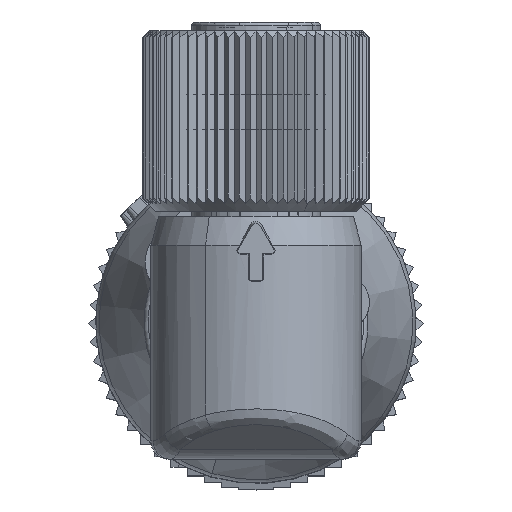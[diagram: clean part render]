
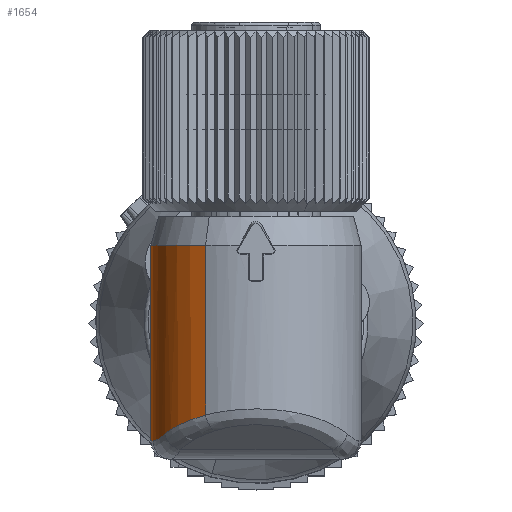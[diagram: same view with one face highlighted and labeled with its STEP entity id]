
A CAD part, top view. The second image highlights one B-rep face of the part: STEP entity #1654.
In plain terms, the highlighted cylindrical face has radius 4.6 mm (diameter 9.2 mm), a partial arc.
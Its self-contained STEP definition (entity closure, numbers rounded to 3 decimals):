
#306=AXIS2_PLACEMENT_3D('Cylinder Axis2P3D',#303,#304,#305) ;
#1249=AXIS2_PLACEMENT_3D('Circle Axis2P3D',#1247,#1248,$) ;
#1637=AXIS2_PLACEMENT_3D('Circle Axis2P3D',#1635,#1636,$) ;
#303=CARTESIAN_POINT('Axis2P3D Location',(7.3,6.361,169.8)) ;
#329=CARTESIAN_POINT('Vertex',(5.095,10.411,173.837)) ;
#332=CARTESIAN_POINT('Line Origine',(5.095,5.736,173.837)) ;
#336=CARTESIAN_POINT('Vertex',(5.095,2.987,173.837)) ;
#365=CARTESIAN_POINT('Vertex',(9.505,1.861,165.763)) ;
#368=CARTESIAN_POINT('Line Origine',(9.505,5.736,165.763)) ;
#372=CARTESIAN_POINT('Vertex',(9.505,2.157,165.763)) ;
#1149=CARTESIAN_POINT('Control Point',(5.095,2.987,173.837)) ;
#1150=CARTESIAN_POINT('Control Point',(4.732,2.892,173.639)) ;
#1151=CARTESIAN_POINT('Control Point',(4.396,2.779,173.402)) ;
#1152=CARTESIAN_POINT('Control Point',(4.092,2.651,173.133)) ;
#1153=CARTESIAN_POINT('Control Point',(3.753,2.473,172.76)) ;
#1154=CARTESIAN_POINT('Control Point',(3.472,2.28,172.354)) ;
#1155=CARTESIAN_POINT('Control Point',(3.417,2.239,172.269)) ;
#1156=CARTESIAN_POINT('Control Point',(3.364,2.198,172.183)) ;
#1157=CARTESIAN_POINT('Control Point',(3.314,2.156,172.095)) ;
#1158=CARTESIAN_POINT('Vertex',(3.314,2.156,172.095)) ;
#1213=CARTESIAN_POINT('Control Point',(2.802,1.861,170.764)) ;
#1214=CARTESIAN_POINT('Control Point',(2.825,1.861,170.872)) ;
#1215=CARTESIAN_POINT('Control Point',(2.852,1.866,170.981)) ;
#1216=CARTESIAN_POINT('Control Point',(2.882,1.875,171.088)) ;
#1217=CARTESIAN_POINT('Control Point',(2.942,1.899,171.28)) ;
#1218=CARTESIAN_POINT('Control Point',(3.011,1.938,171.467)) ;
#1219=CARTESIAN_POINT('Control Point',(3.045,1.958,171.55)) ;
#1220=CARTESIAN_POINT('Control Point',(3.115,2.003,171.714)) ;
#1221=CARTESIAN_POINT('Control Point',(3.191,2.058,171.87)) ;
#1222=CARTESIAN_POINT('Control Point',(3.231,2.089,171.947)) ;
#1223=CARTESIAN_POINT('Control Point',(3.271,2.121,172.022)) ;
#1224=CARTESIAN_POINT('Control Point',(3.314,2.156,172.095)) ;
#1225=CARTESIAN_POINT('Vertex',(2.802,1.861,170.764)) ;
#1247=CARTESIAN_POINT('Axis2P3D Location',(7.3,1.861,169.8)) ;
#1353=CARTESIAN_POINT('Vertex',(8.81,2.102,165.455)) ;
#1357=CARTESIAN_POINT('Control Point',(8.81,2.102,165.455)) ;
#1358=CARTESIAN_POINT('Control Point',(9.058,2.096,165.541)) ;
#1359=CARTESIAN_POINT('Control Point',(9.291,2.118,165.646)) ;
#1360=CARTESIAN_POINT('Control Point',(9.505,2.157,165.763)) ;
#1376=CARTESIAN_POINT('Control Point',(8.81,2.102,165.455)) ;
#1377=CARTESIAN_POINT('Control Point',(8.421,2.112,165.32)) ;
#1378=CARTESIAN_POINT('Control Point',(8.016,2.118,165.228)) ;
#1379=CARTESIAN_POINT('Control Point',(7.603,2.121,165.182)) ;
#1380=CARTESIAN_POINT('Control Point',(6.984,2.121,165.183)) ;
#1381=CARTESIAN_POINT('Control Point',(6.377,2.114,165.287)) ;
#1382=CARTESIAN_POINT('Control Point',(6.178,2.111,165.332)) ;
#1383=CARTESIAN_POINT('Control Point',(5.982,2.107,165.388)) ;
#1384=CARTESIAN_POINT('Control Point',(5.79,2.102,165.455)) ;
#1385=CARTESIAN_POINT('Vertex',(5.79,2.102,165.455)) ;
#1502=CARTESIAN_POINT('Vertex',(2.9,4.421,168.458)) ;
#1506=CARTESIAN_POINT('Control Point',(5.79,2.102,165.455)) ;
#1507=CARTESIAN_POINT('Control Point',(5.48,2.095,165.563)) ;
#1508=CARTESIAN_POINT('Control Point',(5.189,2.124,165.695)) ;
#1509=CARTESIAN_POINT('Control Point',(4.923,2.179,165.845)) ;
#1510=CARTESIAN_POINT('Control Point',(4.494,2.309,166.134)) ;
#1511=CARTESIAN_POINT('Control Point',(4.137,2.485,166.451)) ;
#1512=CARTESIAN_POINT('Control Point',(3.992,2.569,166.595)) ;
#1513=CARTESIAN_POINT('Control Point',(3.717,2.756,166.898)) ;
#1514=CARTESIAN_POINT('Control Point',(3.491,2.965,167.21)) ;
#1515=CARTESIAN_POINT('Control Point',(3.386,3.079,167.372)) ;
#1516=CARTESIAN_POINT('Control Point',(3.247,3.256,167.614)) ;
#1517=CARTESIAN_POINT('Control Point',(3.132,3.455,167.852)) ;
#1518=CARTESIAN_POINT('Control Point',(3.097,3.522,167.928)) ;
#1519=CARTESIAN_POINT('Control Point',(3.045,3.634,168.049)) ;
#1520=CARTESIAN_POINT('Control Point',(3.,3.76,168.164)) ;
#1521=CARTESIAN_POINT('Control Point',(2.985,3.809,168.206)) ;
#1522=CARTESIAN_POINT('Control Point',(2.949,3.936,168.306)) ;
#1523=CARTESIAN_POINT('Control Point',(2.921,4.086,168.391)) ;
#1524=CARTESIAN_POINT('Control Point',(2.907,4.188,168.437)) ;
#1525=CARTESIAN_POINT('Control Point',(2.9,4.305,168.458)) ;
#1526=CARTESIAN_POINT('Control Point',(2.9,4.421,168.458)) ;
#1540=CARTESIAN_POINT('Line Origine',(2.9,5.841,168.458)) ;
#1544=CARTESIAN_POINT('Vertex',(2.9,7.261,168.458)) ;
#1565=CARTESIAN_POINT('Control Point',(3.439,9.371,167.3)) ;
#1566=CARTESIAN_POINT('Control Point',(3.37,9.246,167.405)) ;
#1567=CARTESIAN_POINT('Control Point',(3.307,9.119,167.511)) ;
#1568=CARTESIAN_POINT('Control Point',(3.249,8.988,167.615)) ;
#1569=CARTESIAN_POINT('Control Point',(3.148,8.733,167.814)) ;
#1570=CARTESIAN_POINT('Control Point',(3.064,8.464,168.002)) ;
#1571=CARTESIAN_POINT('Control Point',(3.029,8.332,168.088)) ;
#1572=CARTESIAN_POINT('Control Point',(2.966,8.055,168.254)) ;
#1573=CARTESIAN_POINT('Control Point',(2.924,7.755,168.381)) ;
#1574=CARTESIAN_POINT('Control Point',(2.908,7.594,168.433)) ;
#1575=CARTESIAN_POINT('Control Point',(2.9,7.428,168.458)) ;
#1576=CARTESIAN_POINT('Control Point',(2.9,7.261,168.458)) ;
#1577=CARTESIAN_POINT('Vertex',(3.439,9.371,167.3)) ;
#1593=CARTESIAN_POINT('Control Point',(3.439,9.371,167.3)) ;
#1594=CARTESIAN_POINT('Control Point',(3.645,9.748,166.982)) ;
#1595=CARTESIAN_POINT('Control Point',(3.906,10.097,166.665)) ;
#1596=CARTESIAN_POINT('Control Point',(4.228,10.411,166.376)) ;
#1597=CARTESIAN_POINT('Vertex',(4.228,10.411,166.376)) ;
#1635=CARTESIAN_POINT('Axis2P3D Location',(7.3,10.411,169.8)) ;
#304=DIRECTION('Axis2P3D Direction',(0.,-1.,0.)) ;
#305=DIRECTION('Axis2P3D XDirection',(-0.479,0.,0.878)) ;
#333=DIRECTION('Vector Direction',(0.,-1.,0.)) ;
#369=DIRECTION('Vector Direction',(0.,-1.,0.)) ;
#1248=DIRECTION('Axis2P3D Direction',(0.,-1.,0.)) ;
#1541=DIRECTION('Vector Direction',(0.,1.,0.)) ;
#1636=DIRECTION('Axis2P3D Direction',(0.,-1.,0.)) ;
#334=VECTOR('Line Direction',#333,1.) ;
#370=VECTOR('Line Direction',#369,1.) ;
#1542=VECTOR('Line Direction',#1541,1.) ;
#1641=ORIENTED_EDGE('',*,*,#338,.T.) ;
#1642=ORIENTED_EDGE('',*,*,#1639,.T.) ;
#1643=ORIENTED_EDGE('',*,*,#1599,.F.) ;
#1644=ORIENTED_EDGE('',*,*,#1579,.T.) ;
#1645=ORIENTED_EDGE('',*,*,#1546,.F.) ;
#1646=ORIENTED_EDGE('',*,*,#1527,.F.) ;
#1647=ORIENTED_EDGE('',*,*,#1387,.F.) ;
#1648=ORIENTED_EDGE('',*,*,#1361,.F.) ;
#1649=ORIENTED_EDGE('',*,*,#374,.T.) ;
#1650=ORIENTED_EDGE('',*,*,#1251,.F.) ;
#1651=ORIENTED_EDGE('',*,*,#1227,.F.) ;
#1652=ORIENTED_EDGE('',*,*,#1160,.F.) ;
#1654=ADVANCED_FACE('Hauptk\X2\00F6\X0\rper',(#1653),#307,.T.) ;
#1148=B_SPLINE_CURVE_WITH_KNOTS('',5,(#1149,#1150,#1151,#1152,#1153,#1154,#1155,#1156,#1157),.UNSPECIFIED.,.F.,.U.,(6,3,6),(0.,2.762,3.481),.UNSPECIFIED.) ;
#1212=B_SPLINE_CURVE_WITH_KNOTS('',5,(#1213,#1214,#1215,#1216,#1217,#1218,#1219,#1220,#1221,#1222,#1223,#1224),.UNSPECIFIED.,.F.,.U.,(6,3,3,6),(11.156,11.988,12.67,13.352),.UNSPECIFIED.) ;
#1356=B_SPLINE_CURVE_WITH_KNOTS('',3,(#1357,#1358,#1359,#1360),.UNSPECIFIED.,.F.,.U.,(4,4),(0.,1.077),.UNSPECIFIED.) ;
#1375=B_SPLINE_CURVE_WITH_KNOTS('',5,(#1376,#1377,#1378,#1379,#1380,#1381,#1382,#1383,#1384),.UNSPECIFIED.,.F.,.U.,(6,3,6),(1.077,3.991,5.429),.UNSPECIFIED.) ;
#1505=B_SPLINE_CURVE_WITH_KNOTS('',5,(#1506,#1507,#1508,#1509,#1510,#1511,#1512,#1513,#1514,#1515,#1516,#1517,#1518,#1519,#1520,#1521,#1522,#1523,#1524,#1525,#1526),.UNSPECIFIED.,.F.,.U.,(6,3,3,3,3,3,6),(0.,2.24,4.018,5.91,6.821,7.358,8.15),.UNSPECIFIED.) ;
#1564=B_SPLINE_CURVE_WITH_KNOTS('',5,(#1565,#1566,#1567,#1568,#1569,#1570,#1571,#1572,#1573,#1574,#1575,#1576),.UNSPECIFIED.,.F.,.U.,(6,3,3,6),(0.,1.251,2.393,3.568),.UNSPECIFIED.) ;
#1592=B_SPLINE_CURVE_WITH_KNOTS('',3,(#1593,#1594,#1595,#1596),.UNSPECIFIED.,.F.,.U.,(4,4),(0.,2.268),.UNSPECIFIED.) ;
#1250=CIRCLE('generated circle',#1249,4.6) ;
#1638=CIRCLE('generated circle',#1637,4.6) ;
#307=CYLINDRICAL_SURFACE('generated cylinder',#306,4.6) ;
#338=EDGE_CURVE('',#337,#330,#335,.F.) ;
#374=EDGE_CURVE('',#373,#366,#371,.T.) ;
#1160=EDGE_CURVE('',#337,#1159,#1148,.T.) ;
#1227=EDGE_CURVE('',#1159,#1226,#1212,.F.) ;
#1251=EDGE_CURVE('',#1226,#366,#1250,.T.) ;
#1361=EDGE_CURVE('',#373,#1354,#1356,.F.) ;
#1387=EDGE_CURVE('',#1354,#1386,#1375,.T.) ;
#1527=EDGE_CURVE('',#1386,#1503,#1505,.T.) ;
#1546=EDGE_CURVE('',#1503,#1545,#1543,.T.) ;
#1579=EDGE_CURVE('',#1578,#1545,#1564,.T.) ;
#1599=EDGE_CURVE('',#1578,#1598,#1592,.T.) ;
#1639=EDGE_CURVE('',#330,#1598,#1638,.T.) ;
#1640=EDGE_LOOP('',(#1641,#1642,#1643,#1644,#1645,#1646,#1647,#1648,#1649,#1650,#1651,#1652)) ;
#1653=FACE_OUTER_BOUND('',#1640,.T.) ;
#335=LINE('Line',#332,#334) ;
#371=LINE('Line',#368,#370) ;
#1543=LINE('Line',#1540,#1542) ;
#330=VERTEX_POINT('',#329) ;
#337=VERTEX_POINT('',#336) ;
#366=VERTEX_POINT('',#365) ;
#373=VERTEX_POINT('',#372) ;
#1159=VERTEX_POINT('',#1158) ;
#1226=VERTEX_POINT('',#1225) ;
#1354=VERTEX_POINT('',#1353) ;
#1386=VERTEX_POINT('',#1385) ;
#1503=VERTEX_POINT('',#1502) ;
#1545=VERTEX_POINT('',#1544) ;
#1578=VERTEX_POINT('',#1577) ;
#1598=VERTEX_POINT('',#1597) ;
